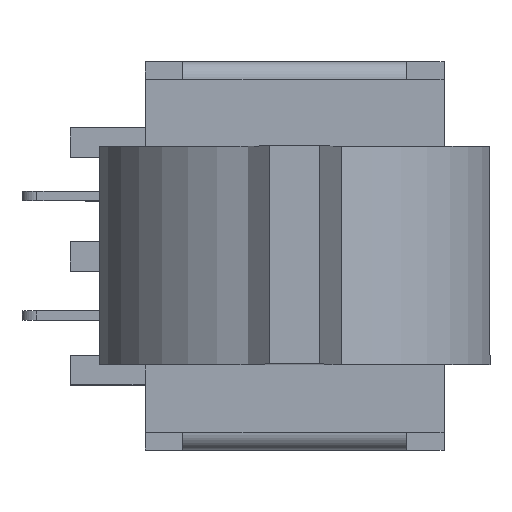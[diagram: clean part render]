
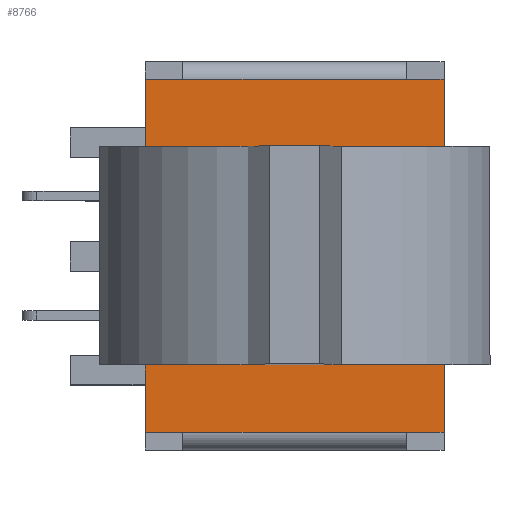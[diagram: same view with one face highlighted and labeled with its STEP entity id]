
A CAD part, top view. The second image highlights one B-rep face of the part: STEP entity #8766.
In plain terms, the highlighted planar face has unit normal (0, 0, 1).
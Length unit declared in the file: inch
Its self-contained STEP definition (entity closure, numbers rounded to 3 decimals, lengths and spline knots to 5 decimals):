
#351=FACE_OUTER_BOUND('',#868,.T.);
#868=EDGE_LOOP('',(#5915,#5916,#5917,#5918,#5919,#5920,#5921,#5922,#5923,
#5924,#5925,#5926,#5927,#5928,#5929,#5930,#5931,#5932));
#1382=CIRCLE('',#9316,0.00984);
#1383=CIRCLE('',#9319,0.00984);
#1601=LINE('',#12830,#2596);
#1661=LINE('',#12977,#2656);
#1665=LINE('',#12986,#2660);
#1668=LINE('',#12992,#2663);
#1671=LINE('',#12998,#2666);
#1675=LINE('',#13007,#2670);
#1680=LINE('',#13016,#2675);
#1681=LINE('',#13019,#2676);
#1682=LINE('',#13021,#2677);
#1683=LINE('',#13023,#2678);
#1684=LINE('',#13025,#2679);
#1685=LINE('',#13027,#2680);
#1686=LINE('',#13029,#2681);
#1687=LINE('',#13031,#2682);
#1688=LINE('',#13033,#2683);
#1689=LINE('',#13034,#2684);
#2596=VECTOR('',#10134,0.3937);
#2656=VECTOR('',#10266,0.3937);
#2660=VECTOR('',#10278,0.3937);
#2663=VECTOR('',#10283,0.3937);
#2666=VECTOR('',#10288,0.3937);
#2670=VECTOR('',#10298,0.3937);
#2675=VECTOR('',#10309,0.3937);
#2676=VECTOR('',#10312,0.3937);
#2677=VECTOR('',#10313,0.3937);
#2678=VECTOR('',#10314,0.3937);
#2679=VECTOR('',#10315,0.3937);
#2680=VECTOR('',#10316,0.3937);
#2681=VECTOR('',#10317,0.3937);
#2682=VECTOR('',#10318,0.3937);
#2683=VECTOR('',#10319,0.3937);
#2684=VECTOR('',#10320,0.3937);
#3592=VERTEX_POINT('',#12826);
#3594=VERTEX_POINT('',#12829);
#3641=VERTEX_POINT('',#12967);
#3645=VERTEX_POINT('',#12975);
#3646=VERTEX_POINT('',#12985);
#3648=VERTEX_POINT('',#12991);
#3650=VERTEX_POINT('',#12997);
#3651=VERTEX_POINT('',#13002);
#3652=VERTEX_POINT('',#13006);
#3653=VERTEX_POINT('',#13011);
#3654=VERTEX_POINT('',#13018);
#3655=VERTEX_POINT('',#13020);
#3656=VERTEX_POINT('',#13022);
#3657=VERTEX_POINT('',#13024);
#3658=VERTEX_POINT('',#13026);
#3659=VERTEX_POINT('',#13028);
#3660=VERTEX_POINT('',#13030);
#3661=VERTEX_POINT('',#13032);
#4415=EDGE_CURVE('',#3594,#3592,#1601,.T.);
#4489=EDGE_CURVE('',#3641,#3645,#1661,.T.);
#4493=EDGE_CURVE('',#3645,#3646,#1665,.T.);
#4496=EDGE_CURVE('',#3648,#3594,#1668,.T.);
#4499=EDGE_CURVE('',#3650,#3648,#1671,.T.);
#4502=EDGE_CURVE('',#3651,#3650,#1382,.T.);
#4504=EDGE_CURVE('',#3652,#3651,#1675,.T.);
#4507=EDGE_CURVE('',#3653,#3652,#1383,.T.);
#4510=EDGE_CURVE('',#3646,#3653,#1680,.T.);
#4511=EDGE_CURVE('',#3592,#3654,#1681,.T.);
#4512=EDGE_CURVE('',#3655,#3654,#1682,.T.);
#4513=EDGE_CURVE('',#3656,#3655,#1683,.T.);
#4514=EDGE_CURVE('',#3656,#3657,#1684,.T.);
#4515=EDGE_CURVE('',#3657,#3658,#1685,.T.);
#4516=EDGE_CURVE('',#3659,#3658,#1686,.T.);
#4517=EDGE_CURVE('',#3659,#3660,#1687,.T.);
#4518=EDGE_CURVE('',#3660,#3661,#1688,.T.);
#4519=EDGE_CURVE('',#3661,#3641,#1689,.T.);
#5915=ORIENTED_EDGE('',*,*,#4489,.T.);
#5916=ORIENTED_EDGE('',*,*,#4493,.T.);
#5917=ORIENTED_EDGE('',*,*,#4510,.T.);
#5918=ORIENTED_EDGE('',*,*,#4507,.T.);
#5919=ORIENTED_EDGE('',*,*,#4504,.T.);
#5920=ORIENTED_EDGE('',*,*,#4502,.T.);
#5921=ORIENTED_EDGE('',*,*,#4499,.T.);
#5922=ORIENTED_EDGE('',*,*,#4496,.T.);
#5923=ORIENTED_EDGE('',*,*,#4415,.T.);
#5924=ORIENTED_EDGE('',*,*,#4511,.T.);
#5925=ORIENTED_EDGE('',*,*,#4512,.F.);
#5926=ORIENTED_EDGE('',*,*,#4513,.F.);
#5927=ORIENTED_EDGE('',*,*,#4514,.T.);
#5928=ORIENTED_EDGE('',*,*,#4515,.T.);
#5929=ORIENTED_EDGE('',*,*,#4516,.F.);
#5930=ORIENTED_EDGE('',*,*,#4517,.T.);
#5931=ORIENTED_EDGE('',*,*,#4518,.T.);
#5932=ORIENTED_EDGE('',*,*,#4519,.T.);
#8413=PLANE('',#9321);
#8766=ADVANCED_FACE('',(#351),#8413,.T.);
#9316=AXIS2_PLACEMENT_3D('',#13003,#10293,#10294);
#9319=AXIS2_PLACEMENT_3D('',#13012,#10303,#10304);
#9321=AXIS2_PLACEMENT_3D('',#13017,#10310,#10311);
#10134=DIRECTION('',(-1.,0.,0.));
#10266=DIRECTION('',(1.,0.,0.));
#10278=DIRECTION('',(0.707,0.707,0.));
#10283=DIRECTION('',(-0.707,0.707,0.));
#10288=DIRECTION('',(-1.,0.,0.));
#10293=DIRECTION('center_axis',(0.,0.,
-1.));
#10294=DIRECTION('ref_axis',(0.707,-0.707,0.));
#10298=DIRECTION('',(0.,-1.,0.));
#10303=DIRECTION('center_axis',(0.,0.,
-1.));
#10304=DIRECTION('ref_axis',(0.707,0.707,0.));
#10309=DIRECTION('',(1.,0.,0.));
#10310=DIRECTION('center_axis',(0.,0.,
1.));
#10311=DIRECTION('ref_axis',(1.,0.,0.));
#10312=DIRECTION('',(0.,-1.,0.));
#10313=DIRECTION('',(-1.,0.,0.));
#10314=DIRECTION('',(-1.,0.,0.));
#10315=DIRECTION('',(1.,0.,0.));
#10316=DIRECTION('',(0.,1.,0.));
#10317=DIRECTION('',(1.,0.,0.));
#10318=DIRECTION('',(-1.,0.,0.));
#10319=DIRECTION('',(-1.,0.,0.));
#10320=DIRECTION('',(0.,-1.,0.));
#12826=CARTESIAN_POINT('',(-0.25,-0.07874,0.41496));
#12829=CARTESIAN_POINT('',(-0.21457,-0.07874,0.41496));
#12830=CARTESIAN_POINT('',(-0.10728,-0.07874,0.41496));
#12967=CARTESIAN_POINT('',(-0.25,0.07874,0.41496));
#12975=CARTESIAN_POINT('',(-0.21457,0.07874,0.41496));
#12977=CARTESIAN_POINT('',(-0.13287,0.07874,0.41496));
#12985=CARTESIAN_POINT('',(-0.15827,0.13504,0.41496));
#12986=CARTESIAN_POINT('',(-0.10684,0.18647,0.41496));
#12991=CARTESIAN_POINT('',(-0.15827,-0.13504,0.41496));
#12992=CARTESIAN_POINT('',(-0.22623,-0.06708,0.41496));
#12997=CARTESIAN_POINT('',(0.22441,-0.13504,0.41496));
#12998=CARTESIAN_POINT('',(-0.13287,-0.13504,0.41496));
#13002=CARTESIAN_POINT('',(0.23425,-0.1252,0.41496));
#13003=CARTESIAN_POINT('Origin',(0.22441,-0.1252,0.41496));
#13006=CARTESIAN_POINT('',(0.23425,0.1252,0.41496));
#13007=CARTESIAN_POINT('',(0.23425,0.08002,0.41496));
#13011=CARTESIAN_POINT('',(0.22441,0.13504,0.41496));
#13012=CARTESIAN_POINT('Origin',(0.22441,0.1252,0.41496));
#13016=CARTESIAN_POINT('',(0.11713,0.13504,0.41496));
#13017=CARTESIAN_POINT('Origin',(0.,0.29508,
0.41496));
#13018=CARTESIAN_POINT('',(-0.25,-0.29508,0.41496));
#13019=CARTESIAN_POINT('',(-0.25,-0.29508,0.41496));
#13020=CARTESIAN_POINT('',(-0.18701,-0.29508,0.41496));
#13021=CARTESIAN_POINT('',(-0.18701,-0.29508,0.41496));
#13022=CARTESIAN_POINT('',(0.18701,-0.29508,0.41496));
#13023=CARTESIAN_POINT('',(0.,-0.29508,0.41496));
#13024=CARTESIAN_POINT('',(0.25,-0.29508,0.41496));
#13025=CARTESIAN_POINT('',(0.18701,-0.29508,0.41496));
#13026=CARTESIAN_POINT('',(0.25,0.29508,0.41496));
#13027=CARTESIAN_POINT('',(0.25,0.29508,0.41496));
#13028=CARTESIAN_POINT('',(0.18701,0.29508,0.41496));
#13029=CARTESIAN_POINT('',(0.18701,0.29508,0.41496));
#13030=CARTESIAN_POINT('',(-0.18701,0.29508,0.41496));
#13031=CARTESIAN_POINT('',(0.,0.29508,0.41496));
#13032=CARTESIAN_POINT('',(-0.25,0.29508,0.41496));
#13033=CARTESIAN_POINT('',(-0.18701,0.29508,0.41496));
#13034=CARTESIAN_POINT('',(-0.25,-0.29508,0.41496));
